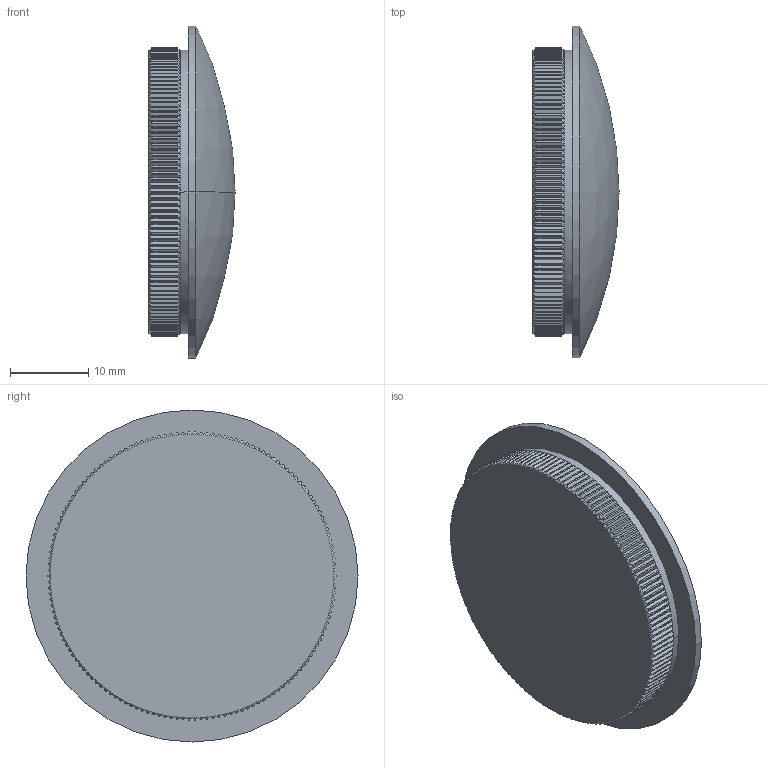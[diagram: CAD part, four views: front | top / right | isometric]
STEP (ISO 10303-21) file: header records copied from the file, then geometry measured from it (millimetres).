
FILE_DESCRIPTION (( 'STEP AP203' ), '1' );
FILE_NAME ('A_5728-243.STEP', '2019-10-21T06:10:54', ( '' ), ( '' ), 'SwSTEP 2.0', 'SolidWorks 2019', '' );
FILE_SCHEMA (( 'CONFIG_CONTROL_DESIGN' ));
Length unit declared in the file: millimetre
Products named in the file (1): A_5728-243
Bounding box: 11 x 42.4 x 42.4 mm (x, y, z)
Volume: 10232.3 mm3; surface area: 3765.5 mm2
Topology: 1 solids, 1 shells, 761 faces, 1671 edges, 913 vertices
Faces by surface type: cone 302, plane 302, cylinder 155, sphere 2
Entity records: 20912 total; most frequent: CARTESIAN_POINT 5146, ORIENTED_EDGE 3342, DIRECTION 3209, EDGE_CURVE 1671, AXIS2_PLACEMENT_3D 1376, VERTEX_POINT 913, EDGE_LOOP 762, FACE_OUTER_BOUND 761
